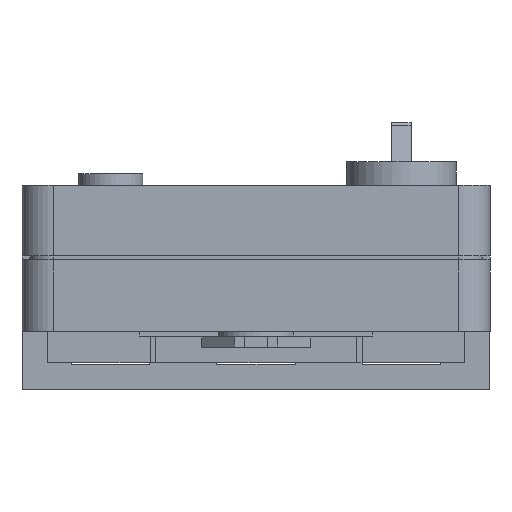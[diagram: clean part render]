
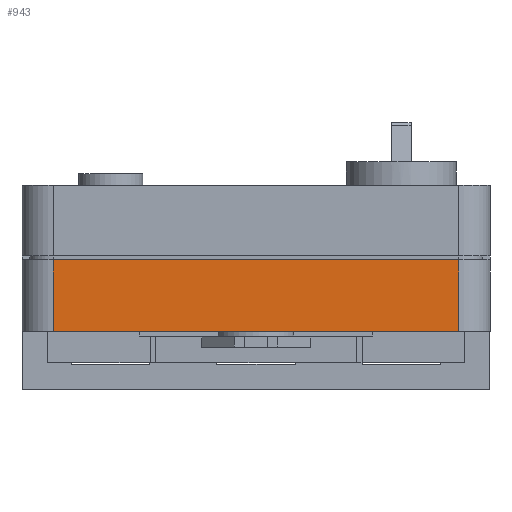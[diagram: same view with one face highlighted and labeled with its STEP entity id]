
A CAD part, front view. The second image highlights one B-rep face of the part: STEP entity #943.
In plain terms, the highlighted planar face has unit normal (0, -1, 0).
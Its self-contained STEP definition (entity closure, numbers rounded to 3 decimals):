
#943=ADVANCED_FACE('NONE',(#2551),#2552,.T.);
#2551=FACE_OUTER_BOUND('',#4803,.T.);
#2552=PLANE('',#4804);
#4803=EDGE_LOOP('',(#11489,#11490,#11491,#11492));
#4804=AXIS2_PLACEMENT_3D('',#11493,#11494,#11495);
#11489=ORIENTED_EDGE('',*,*,#17225,.T.);
#11490=ORIENTED_EDGE('',*,*,#17226,.F.);
#11491=ORIENTED_EDGE('',*,*,#17227,.T.);
#11492=ORIENTED_EDGE('',*,*,#17228,.T.);
#11493=CARTESIAN_POINT('',(0.0,0.,26.));
#11494=DIRECTION('',(0.0,-1.0,0.));
#11495=DIRECTION('',(-1.0,0.0,0.0));
#17225=EDGE_CURVE('NONE',#20334,#20335,#20336,.T.);
#17226=EDGE_CURVE('NONE',#20337,#20335,#20338,.T.);
#17227=EDGE_CURVE('NONE',#20337,#20339,#20340,.T.);
#17228=EDGE_CURVE('NONE',#20339,#20334,#20341,.T.);
#20334=VERTEX_POINT('NONE',#25781);
#20335=VERTEX_POINT('NONE',#25782);
#20336=LINE('',#25783,#25784);
#20337=VERTEX_POINT('NONE',#25785);
#20338=LINE('',#25786,#25787);
#20339=VERTEX_POINT('NONE',#25788);
#20340=LINE('',#25789,#25790);
#20341=LINE('',#25791,#25792);
#25781=CARTESIAN_POINT('',(55.6,0.,7.4));
#25782=CARTESIAN_POINT('',(55.6,0.,16.5));
#25783=CARTESIAN_POINT('',(55.6,0.,26.));
#25784=VECTOR('',#32422,1000.0);
#25785=CARTESIAN_POINT('',(4.,0.,16.5));
#25786=CARTESIAN_POINT('',(4.,0.,16.5));
#25787=VECTOR('',#32423,1000.0);
#25788=CARTESIAN_POINT('',(4.,0.,7.4));
#25789=CARTESIAN_POINT('',(4.,0.,7.4));
#25790=VECTOR('',#32424,1000.0);
#25791=CARTESIAN_POINT('',(0.0,0.,7.4));
#25792=VECTOR('',#32425,1000.0);
#32422=DIRECTION('',(0.0,0.,1.0));
#32423=DIRECTION('',(1.0,0.0,0.0));
#32424=DIRECTION('',(0.0,0.,-1.0));
#32425=DIRECTION('',(1.0,0.0,0.0));
